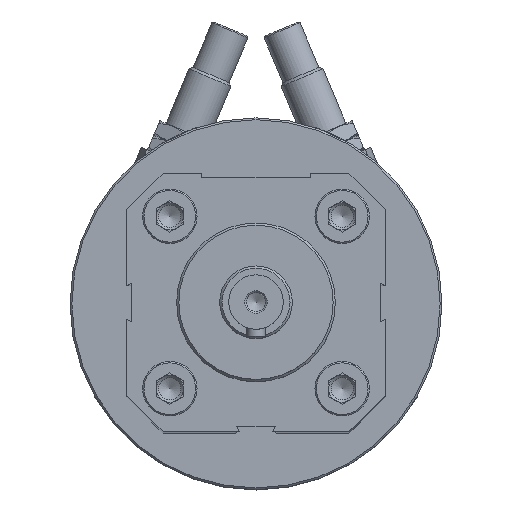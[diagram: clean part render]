
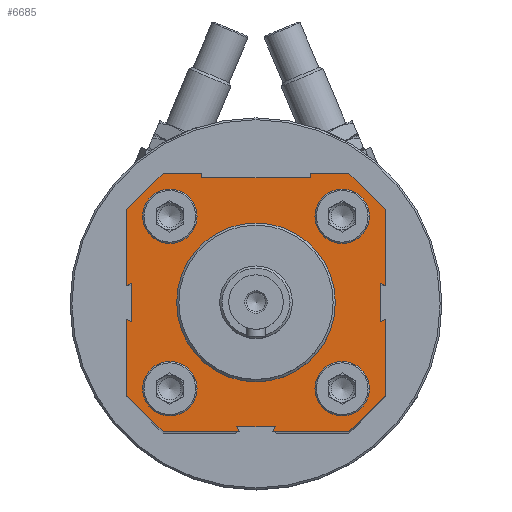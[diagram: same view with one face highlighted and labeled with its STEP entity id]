
A CAD part, top view. The second image highlights one B-rep face of the part: STEP entity #6685.
In plain terms, the highlighted face is planar.
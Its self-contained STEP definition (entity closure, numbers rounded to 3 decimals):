
#346=LINE('',#10241,#885);
#347=LINE('',#10244,#886);
#348=LINE('',#10246,#887);
#349=LINE('',#10248,#888);
#350=LINE('',#10250,#889);
#351=LINE('',#10252,#890);
#352=LINE('',#10254,#891);
#353=LINE('',#10256,#892);
#354=LINE('',#10258,#893);
#355=LINE('',#10260,#894);
#356=LINE('',#10262,#895);
#357=LINE('',#10264,#896);
#358=LINE('',#10266,#897);
#359=LINE('',#10268,#898);
#360=LINE('',#10270,#899);
#361=LINE('',#10272,#900);
#362=LINE('',#10274,#901);
#363=LINE('',#10276,#902);
#364=LINE('',#10278,#903);
#365=LINE('',#10280,#904);
#366=LINE('',#10282,#905);
#367=LINE('',#10284,#906);
#368=LINE('',#10286,#907);
#369=LINE('',#10288,#908);
#885=VECTOR('',#8066,1000.);
#886=VECTOR('',#8067,1000.);
#887=VECTOR('',#8068,1000.);
#888=VECTOR('',#8069,1000.);
#889=VECTOR('',#8070,1000.);
#890=VECTOR('',#8071,1000.);
#891=VECTOR('',#8072,1000.);
#892=VECTOR('',#8073,1000.);
#893=VECTOR('',#8074,1000.);
#894=VECTOR('',#8075,1000.);
#895=VECTOR('',#8076,1000.);
#896=VECTOR('',#8077,1000.);
#897=VECTOR('',#8078,1000.);
#898=VECTOR('',#8079,1000.);
#899=VECTOR('',#8080,1000.);
#900=VECTOR('',#8081,1000.);
#901=VECTOR('',#8082,1000.);
#902=VECTOR('',#8083,1000.);
#903=VECTOR('',#8084,1000.);
#904=VECTOR('',#8085,1000.);
#905=VECTOR('',#8086,1000.);
#906=VECTOR('',#8087,1000.);
#907=VECTOR('',#8088,1000.);
#908=VECTOR('',#8089,1000.);
#1424=ORIENTED_EDGE('',*,*,#3286,.F.);
#1425=ORIENTED_EDGE('',*,*,#3287,.F.);
#1426=ORIENTED_EDGE('',*,*,#3288,.F.);
#1427=ORIENTED_EDGE('',*,*,#3289,.F.);
#1428=ORIENTED_EDGE('',*,*,#3290,.F.);
#1429=ORIENTED_EDGE('',*,*,#3291,.F.);
#1430=ORIENTED_EDGE('',*,*,#3292,.F.);
#1431=ORIENTED_EDGE('',*,*,#3293,.F.);
#1432=ORIENTED_EDGE('',*,*,#3294,.F.);
#1433=ORIENTED_EDGE('',*,*,#3295,.F.);
#1434=ORIENTED_EDGE('',*,*,#3296,.F.);
#1435=ORIENTED_EDGE('',*,*,#3297,.F.);
#1436=ORIENTED_EDGE('',*,*,#3298,.F.);
#1437=ORIENTED_EDGE('',*,*,#3299,.F.);
#1438=ORIENTED_EDGE('',*,*,#3300,.F.);
#1439=ORIENTED_EDGE('',*,*,#3301,.F.);
#1440=ORIENTED_EDGE('',*,*,#3302,.F.);
#1441=ORIENTED_EDGE('',*,*,#3303,.F.);
#1442=ORIENTED_EDGE('',*,*,#3304,.F.);
#1443=ORIENTED_EDGE('',*,*,#3305,.F.);
#1444=ORIENTED_EDGE('',*,*,#3306,.F.);
#1445=ORIENTED_EDGE('',*,*,#3307,.F.);
#1446=ORIENTED_EDGE('',*,*,#3308,.F.);
#1447=ORIENTED_EDGE('',*,*,#3309,.F.);
#1448=ORIENTED_EDGE('',*,*,#3310,.F.);
#1449=ORIENTED_EDGE('',*,*,#3311,.F.);
#1450=ORIENTED_EDGE('',*,*,#3312,.F.);
#1451=ORIENTED_EDGE('',*,*,#3313,.F.);
#1452=ORIENTED_EDGE('',*,*,#3314,.F.);
#3286=EDGE_CURVE('',#4217,#4217,#4876,.T.);
#3287=EDGE_CURVE('',#4218,#4218,#4877,.T.);
#3288=EDGE_CURVE('',#4219,#4219,#4878,.F.);
#3289=EDGE_CURVE('',#4220,#4221,#346,.T.);
#3290=EDGE_CURVE('',#4222,#4220,#347,.T.);
#3291=EDGE_CURVE('',#4223,#4222,#348,.T.);
#3292=EDGE_CURVE('',#4224,#4223,#349,.T.);
#3293=EDGE_CURVE('',#4225,#4224,#350,.T.);
#3294=EDGE_CURVE('',#4226,#4225,#351,.T.);
#3295=EDGE_CURVE('',#4227,#4226,#352,.T.);
#3296=EDGE_CURVE('',#4228,#4227,#353,.T.);
#3297=EDGE_CURVE('',#4229,#4228,#354,.T.);
#3298=EDGE_CURVE('',#4230,#4229,#355,.T.);
#3299=EDGE_CURVE('',#4231,#4230,#356,.T.);
#3300=EDGE_CURVE('',#4232,#4231,#357,.T.);
#3301=EDGE_CURVE('',#4233,#4232,#358,.T.);
#3302=EDGE_CURVE('',#4234,#4233,#359,.T.);
#3303=EDGE_CURVE('',#4235,#4234,#360,.T.);
#3304=EDGE_CURVE('',#4236,#4235,#361,.T.);
#3305=EDGE_CURVE('',#4237,#4236,#362,.T.);
#3306=EDGE_CURVE('',#4238,#4237,#363,.T.);
#3307=EDGE_CURVE('',#4239,#4238,#364,.T.);
#3308=EDGE_CURVE('',#4240,#4239,#365,.T.);
#3309=EDGE_CURVE('',#4241,#4240,#366,.T.);
#3310=EDGE_CURVE('',#4242,#4241,#367,.T.);
#3311=EDGE_CURVE('',#4243,#4242,#368,.T.);
#3312=EDGE_CURVE('',#4221,#4243,#369,.T.);
#3313=EDGE_CURVE('',#4244,#4244,#4879,.T.);
#3314=EDGE_CURVE('',#4245,#4245,#4880,.T.);
#4217=VERTEX_POINT('',#10236);
#4218=VERTEX_POINT('',#10238);
#4219=VERTEX_POINT('',#10240);
#4220=VERTEX_POINT('',#10242);
#4221=VERTEX_POINT('',#10243);
#4222=VERTEX_POINT('',#10245);
#4223=VERTEX_POINT('',#10247);
#4224=VERTEX_POINT('',#10249);
#4225=VERTEX_POINT('',#10251);
#4226=VERTEX_POINT('',#10253);
#4227=VERTEX_POINT('',#10255);
#4228=VERTEX_POINT('',#10257);
#4229=VERTEX_POINT('',#10259);
#4230=VERTEX_POINT('',#10261);
#4231=VERTEX_POINT('',#10263);
#4232=VERTEX_POINT('',#10265);
#4233=VERTEX_POINT('',#10267);
#4234=VERTEX_POINT('',#10269);
#4235=VERTEX_POINT('',#10271);
#4236=VERTEX_POINT('',#10273);
#4237=VERTEX_POINT('',#10275);
#4238=VERTEX_POINT('',#10277);
#4239=VERTEX_POINT('',#10279);
#4240=VERTEX_POINT('',#10281);
#4241=VERTEX_POINT('',#10283);
#4242=VERTEX_POINT('',#10285);
#4243=VERTEX_POINT('',#10287);
#4244=VERTEX_POINT('',#10290);
#4245=VERTEX_POINT('',#10292);
#4876=CIRCLE('',#7239,6.);
#4877=CIRCLE('',#7240,6.);
#4878=CIRCLE('',#7241,17.5);
#4879=CIRCLE('',#7242,6.);
#4880=CIRCLE('',#7243,6.);
#5240=EDGE_LOOP('',(#1424));
#5241=EDGE_LOOP('',(#1425));
#5242=EDGE_LOOP('',(#1426));
#5243=EDGE_LOOP('',(#1427,#1428,#1429,#1430,#1431,#1432,#1433,#1434,#1435,
#1436,#1437,#1438,#1439,#1440,#1441,#1442,#1443,#1444,#1445,#1446,#1447,
#1448,#1449,#1450));
#5244=EDGE_LOOP('',(#1451));
#5245=EDGE_LOOP('',(#1452));
#5841=FACE_BOUND('',#5240,.T.);
#5842=FACE_BOUND('',#5241,.T.);
#5843=FACE_BOUND('',#5242,.T.);
#5844=FACE_BOUND('',#5243,.T.);
#5845=FACE_BOUND('',#5244,.T.);
#5846=FACE_BOUND('',#5245,.T.);
#6451=PLANE('',#7238);
#6685=ADVANCED_FACE('',(#5841,#5842,#5843,#5844,#5845,#5846),#6451,.F.);
#7238=AXIS2_PLACEMENT_3D('',#10234,#8058,#8059);
#7239=AXIS2_PLACEMENT_3D('',#10235,#8060,#8061);
#7240=AXIS2_PLACEMENT_3D('',#10237,#8062,#8063);
#7241=AXIS2_PLACEMENT_3D('',#10239,#8064,#8065);
#7242=AXIS2_PLACEMENT_3D('',#10289,#8090,#8091);
#7243=AXIS2_PLACEMENT_3D('',#10291,#8092,#8093);
#8058=DIRECTION('',(1.,0.,0.));
#8059=DIRECTION('',(0.,0.,-1.));
#8060=DIRECTION('',(-1.,0.,0.));
#8061=DIRECTION('',(0.,0.,1.));
#8062=DIRECTION('',(-1.,0.,0.));
#8063=DIRECTION('',(0.,0.,1.));
#8064=DIRECTION('',(1.,0.,0.));
#8065=DIRECTION('',(0.,0.,-1.));
#8066=DIRECTION('',(0.,-1.,0.));
#8067=DIRECTION('',(0.,0.429,0.903));
#8068=DIRECTION('',(0.,-1.,0.));
#8069=DIRECTION('',(0.,0.429,-0.903));
#8070=DIRECTION('',(0.,-1.,0.));
#8071=DIRECTION('',(0.,-0.707,0.707));
#8072=DIRECTION('',(0.,0.,1.));
#8073=DIRECTION('',(0.,0.996,0.087));
#8074=DIRECTION('',(0.,0.,1.));
#8075=DIRECTION('',(0.,-0.996,0.087));
#8076=DIRECTION('',(0.,0.,1.));
#8077=DIRECTION('',(0.,0.707,0.707));
#8078=DIRECTION('',(0.,1.,0.));
#8079=DIRECTION('',(0.,-0.429,-0.903));
#8080=DIRECTION('',(0.,1.,0.));
#8081=DIRECTION('',(0.,-0.429,0.903));
#8082=DIRECTION('',(0.,1.,0.));
#8083=DIRECTION('',(0.,0.707,-0.707));
#8084=DIRECTION('',(0.,0.,-1.));
#8085=DIRECTION('',(0.,-0.903,0.429));
#8086=DIRECTION('',(0.,0.,-1.));
#8087=DIRECTION('',(0.,0.903,0.429));
#8088=DIRECTION('',(0.,0.,-1.));
#8089=DIRECTION('',(0.,-0.707,-0.707));
#8090=DIRECTION('',(-1.,0.,0.));
#8091=DIRECTION('',(0.,0.,1.));
#8092=DIRECTION('',(-1.,0.,0.));
#8093=DIRECTION('',(0.,0.,1.));
#10234=CARTESIAN_POINT('',(-243.4,0.,0.));
#10235=CARTESIAN_POINT('',(-243.4,-19.,19.));
#10236=CARTESIAN_POINT('',(-243.4,-19.,25.));
#10237=CARTESIAN_POINT('',(-243.4,19.,-19.));
#10238=CARTESIAN_POINT('',(-243.4,19.,-13.));
#10239=CARTESIAN_POINT('',(-243.4,0.,0.));
#10240=CARTESIAN_POINT('',(-243.4,0.,-17.5));
#10241=CARTESIAN_POINT('',(-243.4,-3.734,28.5));
#10242=CARTESIAN_POINT('',(-243.4,-3.734,28.5));
#10243=CARTESIAN_POINT('',(-243.4,-20.5,28.5));
#10244=CARTESIAN_POINT('',(-243.4,-4.275,27.36));
#10245=CARTESIAN_POINT('',(-243.4,-4.275,27.36));
#10246=CARTESIAN_POINT('',(-243.4,4.275,27.36));
#10247=CARTESIAN_POINT('',(-243.4,4.275,27.36));
#10248=CARTESIAN_POINT('',(-243.4,3.734,28.5));
#10249=CARTESIAN_POINT('',(-243.4,3.734,28.5));
#10250=CARTESIAN_POINT('',(-243.4,20.5,28.5));
#10251=CARTESIAN_POINT('',(-243.4,20.5,28.5));
#10252=CARTESIAN_POINT('',(-243.4,28.5,20.5));
#10253=CARTESIAN_POINT('',(-243.4,28.5,20.5));
#10254=CARTESIAN_POINT('',(-243.4,28.5,12.));
#10255=CARTESIAN_POINT('',(-243.4,28.5,12.));
#10256=CARTESIAN_POINT('',(-243.4,27.474,11.91));
#10257=CARTESIAN_POINT('',(-243.4,27.474,11.91));
#10258=CARTESIAN_POINT('',(-243.4,27.474,-11.91));
#10259=CARTESIAN_POINT('',(-243.4,27.474,-11.91));
#10260=CARTESIAN_POINT('',(-243.4,28.5,-12.));
#10261=CARTESIAN_POINT('',(-243.4,28.5,-12.));
#10262=CARTESIAN_POINT('',(-243.4,28.5,-20.5));
#10263=CARTESIAN_POINT('',(-243.4,28.5,-20.5));
#10264=CARTESIAN_POINT('',(-243.4,20.5,-28.5));
#10265=CARTESIAN_POINT('',(-243.4,20.5,-28.5));
#10266=CARTESIAN_POINT('',(-243.4,3.734,-28.5));
#10267=CARTESIAN_POINT('',(-243.4,3.734,-28.5));
#10268=CARTESIAN_POINT('',(-243.4,4.275,-27.36));
#10269=CARTESIAN_POINT('',(-243.4,4.275,-27.36));
#10270=CARTESIAN_POINT('',(-243.4,-4.275,-27.36));
#10271=CARTESIAN_POINT('',(-243.4,-4.275,-27.36));
#10272=CARTESIAN_POINT('',(-243.4,-3.734,-28.5));
#10273=CARTESIAN_POINT('',(-243.4,-3.734,-28.5));
#10274=CARTESIAN_POINT('',(-243.4,-20.5,-28.5));
#10275=CARTESIAN_POINT('',(-243.4,-20.5,-28.5));
#10276=CARTESIAN_POINT('',(-243.4,-28.5,-20.5));
#10277=CARTESIAN_POINT('',(-243.4,-28.5,-20.5));
#10278=CARTESIAN_POINT('',(-243.4,-28.5,-3.734));
#10279=CARTESIAN_POINT('',(-243.4,-28.5,-3.734));
#10280=CARTESIAN_POINT('',(-243.4,-27.36,-4.275));
#10281=CARTESIAN_POINT('',(-243.4,-27.36,-4.275));
#10282=CARTESIAN_POINT('',(-243.4,-27.36,4.275));
#10283=CARTESIAN_POINT('',(-243.4,-27.36,4.275));
#10284=CARTESIAN_POINT('',(-243.4,-28.5,3.734));
#10285=CARTESIAN_POINT('',(-243.4,-28.5,3.734));
#10286=CARTESIAN_POINT('',(-243.4,-28.5,20.5));
#10287=CARTESIAN_POINT('',(-243.4,-28.5,20.5));
#10288=CARTESIAN_POINT('',(-243.4,-20.5,28.5));
#10289=CARTESIAN_POINT('',(-243.4,-19.,-19.));
#10290=CARTESIAN_POINT('',(-243.4,-19.,-13.));
#10291=CARTESIAN_POINT('',(-243.4,19.,19.));
#10292=CARTESIAN_POINT('',(-243.4,19.,25.));
